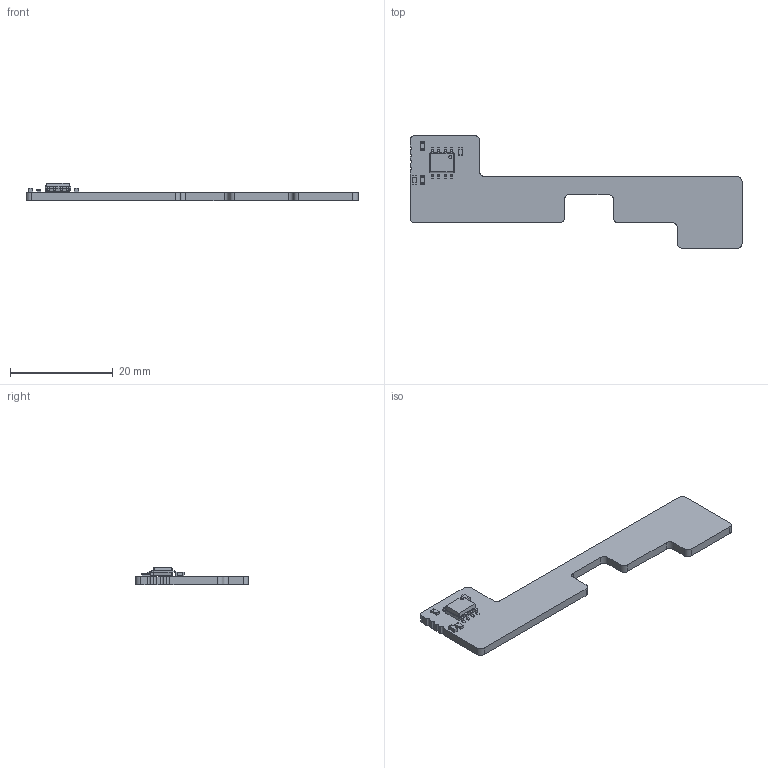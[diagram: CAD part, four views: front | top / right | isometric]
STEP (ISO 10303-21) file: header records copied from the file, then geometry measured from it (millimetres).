
FILE_DESCRIPTION(('KiCad electronic assembly'),'2;1');
FILE_NAME('FT24-AMS_Slave-Piggy.step','2024-06-24T18:57:51',('Pcbnew'),( 'Kicad'),'Open CASCADE STEP processor 7.7','KiCad to STEP converter' ,'Unknown');
FILE_SCHEMA(('AUTOMOTIVE_DESIGN { 1 0 10303 214 1 1 1 1 }'));
Length unit declared in the file: millimetre
Products named in the file (8): FT24-AMS_Slave-Piggy 1; R_0603_1608Metric; C_0603_1608Metric; SOIC-8_3.9x4.9mm_P1.27mm; SOIC_8_39x49mm_P127mm; _autosave-FT24-AMS_Slave-Piggy_PCB
Assembly tree (9 placements, depth 3):
  FT24-AMS_Slave-Piggy 1
    R_0603_1608Metric  x2
      R_0603_1608Metric
    C_0603_1608Metric  x2
      C_0603_1608Metric
    SOIC-8_3.9x4.9mm_P1.27mm
      SOIC_8_39x49mm_P127mm
    _autosave-FT24-AMS_Slave-Piggy_PCB
Bounding box: 64.5 x 22 x 3.4 mm (x, y, z)
Volume: 1148.9 mm3; surface area: 1783.7 mm2
Topology: 6 solids, 6 shells, 298 faces, 779 edges, 498 vertices
Faces by surface type: plane 177, cylinder 89, bspline 32
Full cylindrical faces by diameter (mm): 0.6 x1
Entity records: 9004 total; most frequent: CARTESIAN_POINT 1427, ORIENTED_EDGE 1278, DIRECTION 1189, EDGE_CURVE 639, LINE 469, VECTOR 469, VERTEX_POINT 406, AXIS2_PLACEMENT_3D 360
